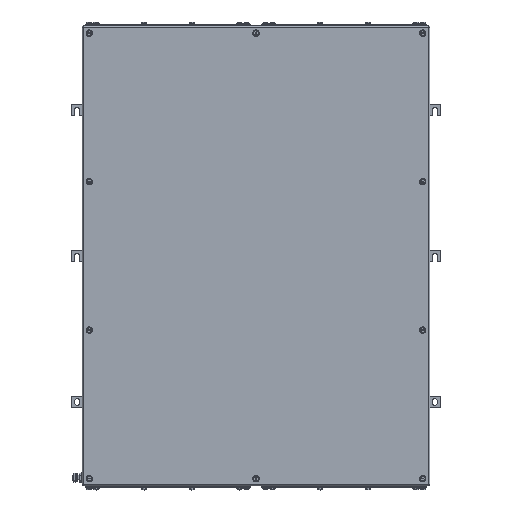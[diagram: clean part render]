
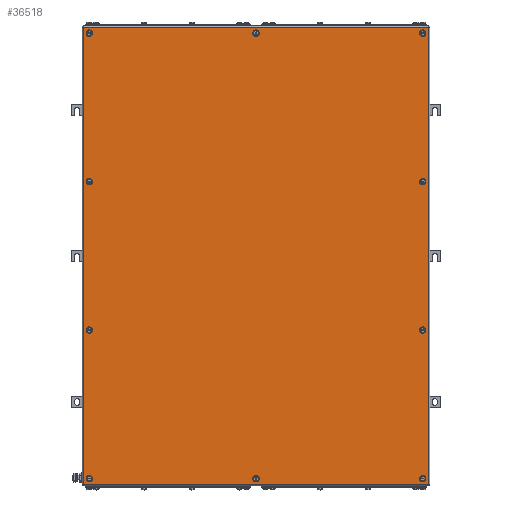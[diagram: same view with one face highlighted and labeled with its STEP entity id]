
A CAD part, top view. The second image highlights one B-rep face of the part: STEP entity #36518.
In plain terms, the highlighted planar face has unit normal (0, 0, 1).
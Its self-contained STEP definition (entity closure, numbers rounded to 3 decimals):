
#36284=AXIS2_PLACEMENT_3D('Circle Axis2P3D',#36282,#36283,$) ;
#36311=AXIS2_PLACEMENT_3D('Plane Axis2P3D',#36308,#36309,#36310) ;
#36349=AXIS2_PLACEMENT_3D('Circle Axis2P3D',#36347,#36348,$) ;
#36358=AXIS2_PLACEMENT_3D('Circle Axis2P3D',#36356,#36357,$) ;
#36367=AXIS2_PLACEMENT_3D('Circle Axis2P3D',#36365,#36366,$) ;
#36376=AXIS2_PLACEMENT_3D('Circle Axis2P3D',#36374,#36375,$) ;
#36385=AXIS2_PLACEMENT_3D('Circle Axis2P3D',#36383,#36384,$) ;
#36394=AXIS2_PLACEMENT_3D('Circle Axis2P3D',#36392,#36393,$) ;
#36403=AXIS2_PLACEMENT_3D('Circle Axis2P3D',#36401,#36402,$) ;
#36412=AXIS2_PLACEMENT_3D('Circle Axis2P3D',#36410,#36411,$) ;
#36421=AXIS2_PLACEMENT_3D('Circle Axis2P3D',#36419,#36420,$) ;
#36430=AXIS2_PLACEMENT_3D('Circle Axis2P3D',#36428,#36429,$) ;
#36439=AXIS2_PLACEMENT_3D('Circle Axis2P3D',#36437,#36438,$) ;
#36448=AXIS2_PLACEMENT_3D('Circle Axis2P3D',#36446,#36447,$) ;
#36457=AXIS2_PLACEMENT_3D('Circle Axis2P3D',#36455,#36456,$) ;
#36466=AXIS2_PLACEMENT_3D('Circle Axis2P3D',#36464,#36465,$) ;
#36475=AXIS2_PLACEMENT_3D('Circle Axis2P3D',#36473,#36474,$) ;
#36484=AXIS2_PLACEMENT_3D('Circle Axis2P3D',#36482,#36483,$) ;
#36493=AXIS2_PLACEMENT_3D('Circle Axis2P3D',#36491,#36492,$) ;
#36502=AXIS2_PLACEMENT_3D('Circle Axis2P3D',#36500,#36501,$) ;
#36511=AXIS2_PLACEMENT_3D('Circle Axis2P3D',#36509,#36510,$) ;
#36279=CARTESIAN_POINT('Vertex',(41.5,659.167,203.5)) ;
#36282=CARTESIAN_POINT('Axis2P3D Location',(38.,659.167,203.5)) ;
#36286=CARTESIAN_POINT('Vertex',(34.5,659.167,203.5)) ;
#36308=CARTESIAN_POINT('Axis2P3D Location',(395.5,501.,203.5)) ;
#36313=CARTESIAN_POINT('Line Origine',(395.5,990.5,203.5)) ;
#36317=CARTESIAN_POINT('Vertex',(765.,990.5,203.5)) ;
#36319=CARTESIAN_POINT('Vertex',(26.,990.5,203.5)) ;
#36322=CARTESIAN_POINT('Line Origine',(26.,501.,203.5)) ;
#36326=CARTESIAN_POINT('Vertex',(26.,11.5,203.5)) ;
#36329=CARTESIAN_POINT('Line Origine',(395.5,11.5,203.5)) ;
#36333=CARTESIAN_POINT('Vertex',(765.,11.5,203.5)) ;
#36336=CARTESIAN_POINT('Line Origine',(765.,501.,203.5)) ;
#36347=CARTESIAN_POINT('Axis2P3D Location',(38.,659.167,203.5)) ;
#36356=CARTESIAN_POINT('Axis2P3D Location',(38.,342.833,203.5)) ;
#36360=CARTESIAN_POINT('Vertex',(34.5,342.833,203.5)) ;
#36362=CARTESIAN_POINT('Vertex',(41.5,342.833,203.5)) ;
#36365=CARTESIAN_POINT('Axis2P3D Location',(38.,342.833,203.5)) ;
#36374=CARTESIAN_POINT('Axis2P3D Location',(753.,342.833,203.5)) ;
#36378=CARTESIAN_POINT('Vertex',(756.5,342.833,203.5)) ;
#36380=CARTESIAN_POINT('Vertex',(749.5,342.833,203.5)) ;
#36383=CARTESIAN_POINT('Axis2P3D Location',(753.,342.833,203.5)) ;
#36392=CARTESIAN_POINT('Axis2P3D Location',(753.,659.167,203.5)) ;
#36396=CARTESIAN_POINT('Vertex',(756.5,659.167,203.5)) ;
#36398=CARTESIAN_POINT('Vertex',(749.5,659.167,203.5)) ;
#36401=CARTESIAN_POINT('Axis2P3D Location',(753.,659.167,203.5)) ;
#36410=CARTESIAN_POINT('Axis2P3D Location',(395.5,23.5,203.5)) ;
#36414=CARTESIAN_POINT('Vertex',(399.,23.5,203.5)) ;
#36416=CARTESIAN_POINT('Vertex',(392.,23.5,203.5)) ;
#36419=CARTESIAN_POINT('Axis2P3D Location',(395.5,23.5,203.5)) ;
#36428=CARTESIAN_POINT('Axis2P3D Location',(395.5,978.5,203.5)) ;
#36432=CARTESIAN_POINT('Vertex',(399.,978.5,203.5)) ;
#36434=CARTESIAN_POINT('Vertex',(392.,978.5,203.5)) ;
#36437=CARTESIAN_POINT('Axis2P3D Location',(395.5,978.5,203.5)) ;
#36446=CARTESIAN_POINT('Axis2P3D Location',(38.,978.5,203.5)) ;
#36450=CARTESIAN_POINT('Vertex',(34.5,978.5,203.5)) ;
#36452=CARTESIAN_POINT('Vertex',(41.5,978.5,203.5)) ;
#36455=CARTESIAN_POINT('Axis2P3D Location',(38.,978.5,203.5)) ;
#36464=CARTESIAN_POINT('Axis2P3D Location',(38.,23.5,203.5)) ;
#36468=CARTESIAN_POINT('Vertex',(34.5,23.5,203.5)) ;
#36470=CARTESIAN_POINT('Vertex',(41.5,23.5,203.5)) ;
#36473=CARTESIAN_POINT('Axis2P3D Location',(38.,23.5,203.5)) ;
#36482=CARTESIAN_POINT('Axis2P3D Location',(753.,23.5,203.5)) ;
#36486=CARTESIAN_POINT('Vertex',(756.5,23.5,203.5)) ;
#36488=CARTESIAN_POINT('Vertex',(749.5,23.5,203.5)) ;
#36491=CARTESIAN_POINT('Axis2P3D Location',(753.,23.5,203.5)) ;
#36500=CARTESIAN_POINT('Axis2P3D Location',(753.,978.5,203.5)) ;
#36504=CARTESIAN_POINT('Vertex',(756.5,978.5,203.5)) ;
#36506=CARTESIAN_POINT('Vertex',(749.5,978.5,203.5)) ;
#36509=CARTESIAN_POINT('Axis2P3D Location',(753.,978.5,203.5)) ;
#36283=DIRECTION('Axis2P3D Direction',(0.,0.,1.)) ;
#36309=DIRECTION('Axis2P3D Direction',(0.,0.,1.)) ;
#36310=DIRECTION('Axis2P3D XDirection',(1.,0.,0.)) ;
#36314=DIRECTION('Vector Direction',(1.,0.,0.)) ;
#36323=DIRECTION('Vector Direction',(0.,-1.,0.)) ;
#36330=DIRECTION('Vector Direction',(1.,0.,0.)) ;
#36337=DIRECTION('Vector Direction',(0.,1.,0.)) ;
#36348=DIRECTION('Axis2P3D Direction',(0.,0.,1.)) ;
#36357=DIRECTION('Axis2P3D Direction',(0.,0.,1.)) ;
#36366=DIRECTION('Axis2P3D Direction',(0.,0.,1.)) ;
#36375=DIRECTION('Axis2P3D Direction',(0.,0.,1.)) ;
#36384=DIRECTION('Axis2P3D Direction',(0.,0.,1.)) ;
#36393=DIRECTION('Axis2P3D Direction',(0.,0.,1.)) ;
#36402=DIRECTION('Axis2P3D Direction',(0.,0.,1.)) ;
#36411=DIRECTION('Axis2P3D Direction',(0.,0.,1.)) ;
#36420=DIRECTION('Axis2P3D Direction',(0.,0.,1.)) ;
#36429=DIRECTION('Axis2P3D Direction',(0.,0.,1.)) ;
#36438=DIRECTION('Axis2P3D Direction',(0.,0.,1.)) ;
#36447=DIRECTION('Axis2P3D Direction',(0.,0.,1.)) ;
#36456=DIRECTION('Axis2P3D Direction',(0.,0.,1.)) ;
#36465=DIRECTION('Axis2P3D Direction',(0.,0.,1.)) ;
#36474=DIRECTION('Axis2P3D Direction',(0.,0.,1.)) ;
#36483=DIRECTION('Axis2P3D Direction',(0.,0.,1.)) ;
#36492=DIRECTION('Axis2P3D Direction',(0.,0.,1.)) ;
#36501=DIRECTION('Axis2P3D Direction',(0.,0.,1.)) ;
#36510=DIRECTION('Axis2P3D Direction',(0.,0.,1.)) ;
#36315=VECTOR('Line Direction',#36314,1.) ;
#36324=VECTOR('Line Direction',#36323,1.) ;
#36331=VECTOR('Line Direction',#36330,1.) ;
#36338=VECTOR('Line Direction',#36337,1.) ;
#36342=ORIENTED_EDGE('',*,*,#36321,.T.) ;
#36343=ORIENTED_EDGE('',*,*,#36328,.T.) ;
#36344=ORIENTED_EDGE('',*,*,#36335,.T.) ;
#36345=ORIENTED_EDGE('',*,*,#36340,.T.) ;
#36353=ORIENTED_EDGE('',*,*,#36351,.F.) ;
#36354=ORIENTED_EDGE('',*,*,#36288,.F.) ;
#36371=ORIENTED_EDGE('',*,*,#36364,.F.) ;
#36372=ORIENTED_EDGE('',*,*,#36369,.F.) ;
#36389=ORIENTED_EDGE('',*,*,#36382,.F.) ;
#36390=ORIENTED_EDGE('',*,*,#36387,.F.) ;
#36407=ORIENTED_EDGE('',*,*,#36400,.F.) ;
#36408=ORIENTED_EDGE('',*,*,#36405,.F.) ;
#36425=ORIENTED_EDGE('',*,*,#36418,.F.) ;
#36426=ORIENTED_EDGE('',*,*,#36423,.F.) ;
#36443=ORIENTED_EDGE('',*,*,#36436,.F.) ;
#36444=ORIENTED_EDGE('',*,*,#36441,.F.) ;
#36461=ORIENTED_EDGE('',*,*,#36454,.F.) ;
#36462=ORIENTED_EDGE('',*,*,#36459,.F.) ;
#36479=ORIENTED_EDGE('',*,*,#36472,.F.) ;
#36480=ORIENTED_EDGE('',*,*,#36477,.F.) ;
#36497=ORIENTED_EDGE('',*,*,#36490,.F.) ;
#36498=ORIENTED_EDGE('',*,*,#36495,.F.) ;
#36515=ORIENTED_EDGE('',*,*,#36508,.F.) ;
#36516=ORIENTED_EDGE('',*,*,#36513,.F.) ;
#36355=FACE_BOUND('',#36352,.T.) ;
#36373=FACE_BOUND('',#36370,.T.) ;
#36391=FACE_BOUND('',#36388,.T.) ;
#36409=FACE_BOUND('',#36406,.T.) ;
#36427=FACE_BOUND('',#36424,.T.) ;
#36445=FACE_BOUND('',#36442,.T.) ;
#36463=FACE_BOUND('',#36460,.T.) ;
#36481=FACE_BOUND('',#36478,.T.) ;
#36499=FACE_BOUND('',#36496,.T.) ;
#36517=FACE_BOUND('',#36514,.T.) ;
#36518=ADVANCED_FACE('ZUB_KTB_FS_987420_2GP_AllCATPart.2\\ZUB_DE_KTB_FS_480x480.1\\DE_KTB_MH_PART_MASTER.1\\Koerper.2',(#36346,#36355,#36373,#36391,#36409,#36427,#36445,#36463,#36481,#36499,#36517),#36312,.T.) ;
#36285=CIRCLE('generated circle',#36284,3.5) ;
#36350=CIRCLE('generated circle',#36349,3.5) ;
#36359=CIRCLE('generated circle',#36358,3.5) ;
#36368=CIRCLE('generated circle',#36367,3.5) ;
#36377=CIRCLE('generated circle',#36376,3.5) ;
#36386=CIRCLE('generated circle',#36385,3.5) ;
#36395=CIRCLE('generated circle',#36394,3.5) ;
#36404=CIRCLE('generated circle',#36403,3.5) ;
#36413=CIRCLE('generated circle',#36412,3.5) ;
#36422=CIRCLE('generated circle',#36421,3.5) ;
#36431=CIRCLE('generated circle',#36430,3.5) ;
#36440=CIRCLE('generated circle',#36439,3.5) ;
#36449=CIRCLE('generated circle',#36448,3.5) ;
#36458=CIRCLE('generated circle',#36457,3.5) ;
#36467=CIRCLE('generated circle',#36466,3.5) ;
#36476=CIRCLE('generated circle',#36475,3.5) ;
#36485=CIRCLE('generated circle',#36484,3.5) ;
#36494=CIRCLE('generated circle',#36493,3.5) ;
#36503=CIRCLE('generated circle',#36502,3.5) ;
#36512=CIRCLE('generated circle',#36511,3.5) ;
#36288=EDGE_CURVE('',#36280,#36287,#36285,.T.) ;
#36321=EDGE_CURVE('',#36318,#36320,#36316,.F.) ;
#36328=EDGE_CURVE('',#36320,#36327,#36325,.T.) ;
#36335=EDGE_CURVE('',#36327,#36334,#36332,.T.) ;
#36340=EDGE_CURVE('',#36334,#36318,#36339,.T.) ;
#36351=EDGE_CURVE('',#36287,#36280,#36350,.T.) ;
#36364=EDGE_CURVE('',#36361,#36363,#36359,.T.) ;
#36369=EDGE_CURVE('',#36363,#36361,#36368,.T.) ;
#36382=EDGE_CURVE('',#36379,#36381,#36377,.T.) ;
#36387=EDGE_CURVE('',#36381,#36379,#36386,.T.) ;
#36400=EDGE_CURVE('',#36397,#36399,#36395,.T.) ;
#36405=EDGE_CURVE('',#36399,#36397,#36404,.T.) ;
#36418=EDGE_CURVE('',#36415,#36417,#36413,.T.) ;
#36423=EDGE_CURVE('',#36417,#36415,#36422,.T.) ;
#36436=EDGE_CURVE('',#36433,#36435,#36431,.T.) ;
#36441=EDGE_CURVE('',#36435,#36433,#36440,.T.) ;
#36454=EDGE_CURVE('',#36451,#36453,#36449,.T.) ;
#36459=EDGE_CURVE('',#36453,#36451,#36458,.T.) ;
#36472=EDGE_CURVE('',#36469,#36471,#36467,.T.) ;
#36477=EDGE_CURVE('',#36471,#36469,#36476,.T.) ;
#36490=EDGE_CURVE('',#36487,#36489,#36485,.T.) ;
#36495=EDGE_CURVE('',#36489,#36487,#36494,.T.) ;
#36508=EDGE_CURVE('',#36505,#36507,#36503,.T.) ;
#36513=EDGE_CURVE('',#36507,#36505,#36512,.T.) ;
#36341=EDGE_LOOP('',(#36342,#36343,#36344,#36345)) ;
#36352=EDGE_LOOP('',(#36353,#36354)) ;
#36370=EDGE_LOOP('',(#36371,#36372)) ;
#36388=EDGE_LOOP('',(#36389,#36390)) ;
#36406=EDGE_LOOP('',(#36407,#36408)) ;
#36424=EDGE_LOOP('',(#36425,#36426)) ;
#36442=EDGE_LOOP('',(#36443,#36444)) ;
#36460=EDGE_LOOP('',(#36461,#36462)) ;
#36478=EDGE_LOOP('',(#36479,#36480)) ;
#36496=EDGE_LOOP('',(#36497,#36498)) ;
#36514=EDGE_LOOP('',(#36515,#36516)) ;
#36346=FACE_OUTER_BOUND('',#36341,.T.) ;
#36316=LINE('Line',#36313,#36315) ;
#36325=LINE('Line',#36322,#36324) ;
#36332=LINE('Line',#36329,#36331) ;
#36339=LINE('Line',#36336,#36338) ;
#36312=PLANE('',#36311) ;
#36280=VERTEX_POINT('',#36279) ;
#36287=VERTEX_POINT('',#36286) ;
#36318=VERTEX_POINT('',#36317) ;
#36320=VERTEX_POINT('',#36319) ;
#36327=VERTEX_POINT('',#36326) ;
#36334=VERTEX_POINT('',#36333) ;
#36361=VERTEX_POINT('',#36360) ;
#36363=VERTEX_POINT('',#36362) ;
#36379=VERTEX_POINT('',#36378) ;
#36381=VERTEX_POINT('',#36380) ;
#36397=VERTEX_POINT('',#36396) ;
#36399=VERTEX_POINT('',#36398) ;
#36415=VERTEX_POINT('',#36414) ;
#36417=VERTEX_POINT('',#36416) ;
#36433=VERTEX_POINT('',#36432) ;
#36435=VERTEX_POINT('',#36434) ;
#36451=VERTEX_POINT('',#36450) ;
#36453=VERTEX_POINT('',#36452) ;
#36469=VERTEX_POINT('',#36468) ;
#36471=VERTEX_POINT('',#36470) ;
#36487=VERTEX_POINT('',#36486) ;
#36489=VERTEX_POINT('',#36488) ;
#36505=VERTEX_POINT('',#36504) ;
#36507=VERTEX_POINT('',#36506) ;
